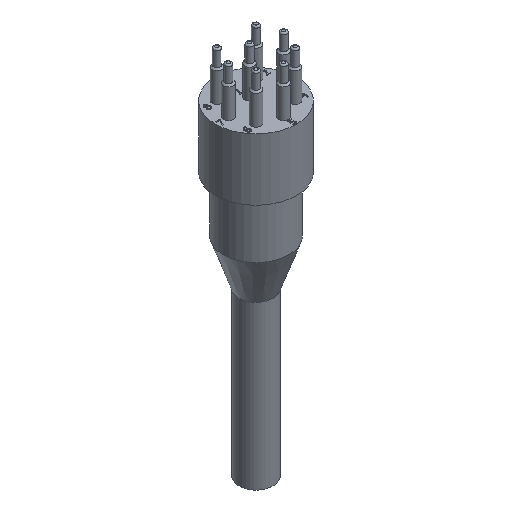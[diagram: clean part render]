
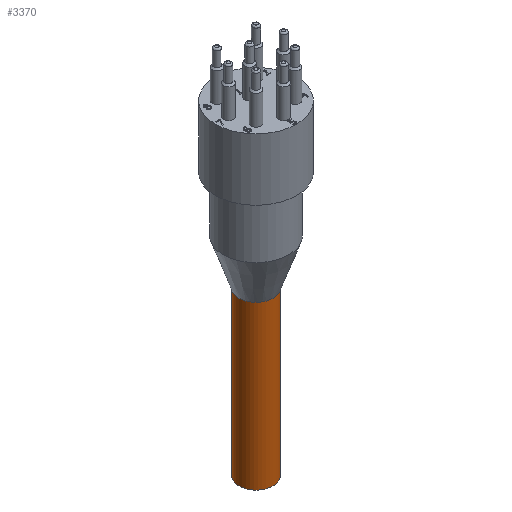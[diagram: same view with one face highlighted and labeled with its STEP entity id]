
A CAD part, isometric view. The second image highlights one B-rep face of the part: STEP entity #3370.
In plain terms, the highlighted cylindrical face has radius 5.25 mm (diameter 10.5 mm), a full revolution.
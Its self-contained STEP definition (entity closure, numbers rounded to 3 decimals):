
#44=CYLINDRICAL_SURFACE($,#3521,5.25);
#97=CIRCLE($,#3522,5.25);
#98=CIRCLE($,#3523,5.25);
#394=FACE_BOUND($,#829,.T.);
#588=FACE_OUTER_BOUND($,#828,.T.);
#828=EDGE_LOOP($,(#3052));
#829=EDGE_LOOP($,(#3053));
#1657=VERTEX_POINT($,#6599);
#1658=VERTEX_POINT($,#6601);
#2125=EDGE_CURVE($,#1657,#1657,#97,.T.);
#2126=EDGE_CURVE($,#1658,#1658,#98,.T.);
#3052=ORIENTED_EDGE($,*,*,#2125,.T.);
#3053=ORIENTED_EDGE($,*,*,#2126,.T.);
#3370=ADVANCED_FACE($,(#588,#394),#44,.T.);
#3521=AXIS2_PLACEMENT_3D($,#6598,#4067,#4068);
#3522=AXIS2_PLACEMENT_3D($,#6600,#4069,#4070);
#3523=AXIS2_PLACEMENT_3D($,#6602,#4071,#4072);
#4067=DIRECTION('center_axis',(0.,0.,-1.));
#4068=DIRECTION('ref_axis',(1.,0.,0.));
#4069=DIRECTION('center_axis',(0.,0.,1.));
#4070=DIRECTION('ref_axis',(1.,0.,0.));
#4071=DIRECTION('center_axis',(0.,0.,-1.));
#4072=DIRECTION('ref_axis',(1.,0.,0.));
#6598=CARTESIAN_POINT('Origin',(0.,0.,-31.));
#6599=CARTESIAN_POINT('',(-5.25,0.,-81.));
#6600=CARTESIAN_POINT('Origin',(0.,0.,-81.));
#6601=CARTESIAN_POINT('',(-5.25,0.,-31.));
#6602=CARTESIAN_POINT('Origin',(0.,0.,-31.));
